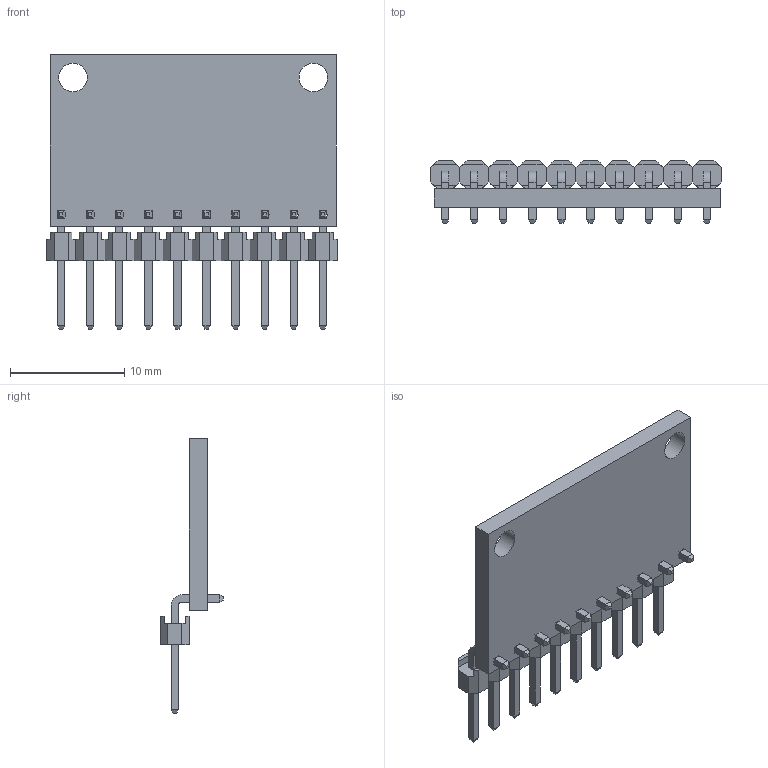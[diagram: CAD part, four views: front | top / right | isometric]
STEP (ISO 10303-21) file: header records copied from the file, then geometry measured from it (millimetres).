
FILE_DESCRIPTION(('STEP AP214'), '1');
FILE_NAME('MPU-9250', '2019-02-02T15:00:01', ('UNSPECIFIED'), ('UNSPECIFIED'), 'ASCON STEP Converter 1.3', 'ASCON Math Kernel', '');
FILE_SCHEMA(('AUTOMOTIVE_DESIGN { 1 0 10303 214 3 1 1}'));
Length unit declared in the file: millimetre
Products named in the file (5): MPU-9250 9DOF 蜼豂齕闀; User Library-PLS-1R_D1-1; User Library-PLS-1R_D1-1_Imported_2; User Library-PLS-1R_D1-1_Imported
Assembly tree (13 placements, depth 3):
  (unnamed)
    MPU-9250 9DOF 蜼豂齕闀
    User Library-PLS-1R_D1-1  x10
      User Library-PLS-1R_D1-1_Imported_2
      User Library-PLS-1R_D1-1_Imported
Bounding box: 25.4 x 5.5 x 24 mm (x, y, z)
Volume: 735.7 mm3; surface area: 1629.1 mm2
Topology: 21 solids, 21 shells, 378 faces, 928 edges, 592 vertices
Faces by surface type: plane 346, cylinder 32
Full cylindrical faces by diameter (mm): 0.7 x10, 2.5 x2
Entity records: 2513 total; most frequent: DIRECTION 288, CARTESIAN_POINT 280, ORIENTED_EDGE 248, EDGE_CURVE 124, AXIS2_PLACEMENT_3D 96, LINE 96, VECTOR 96, EDGE_LOOP 92
